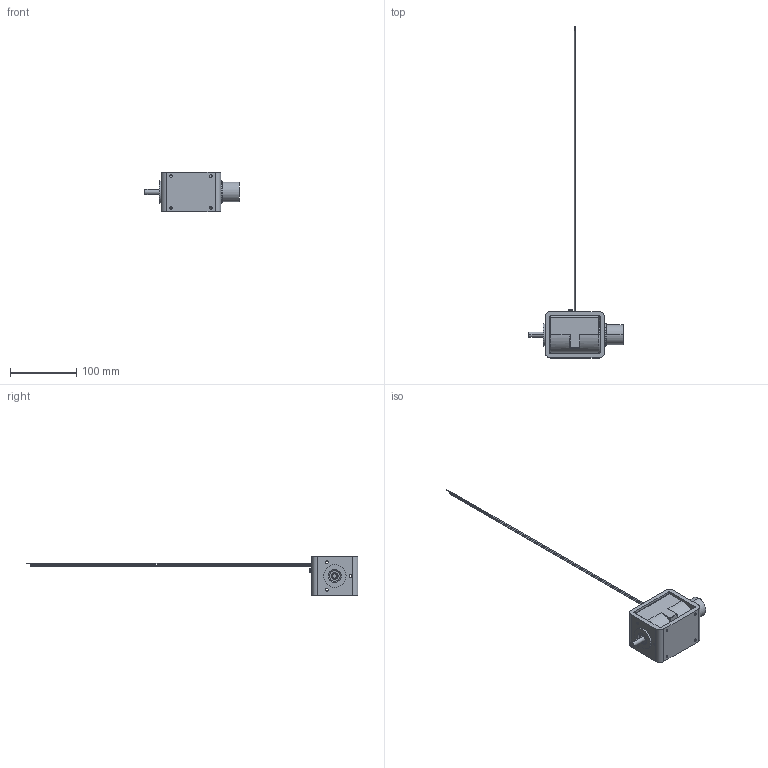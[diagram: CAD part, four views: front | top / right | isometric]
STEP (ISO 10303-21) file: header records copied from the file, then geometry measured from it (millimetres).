
FILE_DESCRIPTION (( 'STEP AP214' ), '1' );
FILE_NAME ('Rahmen-Hubmagnet-43060001-external.STEP', '2021-09-27T10:33:38', ( '' ), ( '' ), 'SwSTEP 2.0', 'SolidWorks 2018', '' );
FILE_SCHEMA (( 'AUTOMOTIVE_DESIGN' ));
Length unit declared in the file: millimetre
Products named in the file (1): Rahmen-Hubmagnet-43060001-external
Bounding box: 143 x 501 x 60 mm (x, y, z)
Surface area: 66826.5 mm2 (no closed solid volume)
Topology: 0 solids, 27 shells, 140 faces, 558 edges, 442 vertices
Faces by surface type: cylinder 79, plane 33, cone 12, torus 11, bspline 3, sphere 2
Entity records: 8564 total; most frequent: CARTESIAN_POINT 2220, DIRECTION 1064, ORIENTED_EDGE 820, EDGE_CURVE 558, VERTEX_POINT 442, AXIS2_PLACEMENT_3D 434, CIRCLE 296, EDGE_LOOP 200
